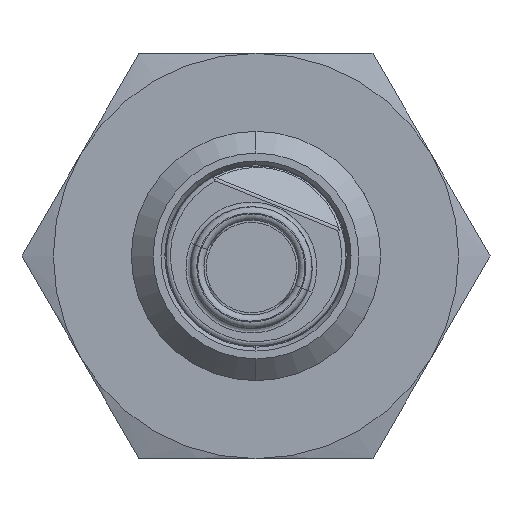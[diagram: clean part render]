
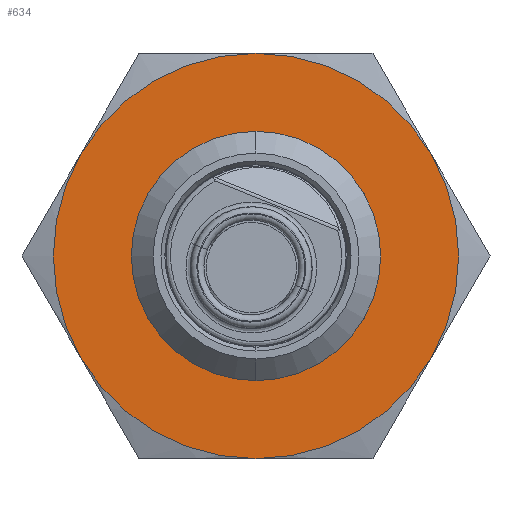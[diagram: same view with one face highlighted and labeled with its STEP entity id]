
A CAD part, left-side view. The second image highlights one B-rep face of the part: STEP entity #634.
In plain terms, the highlighted face is planar.
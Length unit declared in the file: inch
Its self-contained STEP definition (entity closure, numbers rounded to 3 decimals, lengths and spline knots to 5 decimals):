
#16 = EDGE_LOOP ( 'NONE', ( #4490, #3050, #286, #2316, #2003, #2587 ) ) ;
#228 = CIRCLE ( 'NONE', #1900, 0.25591 ) ;
#286 = ORIENTED_EDGE ( 'NONE', *, *, #5745, .F. ) ;
#310 = CARTESIAN_POINT ( 'NONE',  ( 0.22162, 0.36146, 0.12795 ) ) ;
#431 = VERTEX_POINT ( 'NONE', #537 ) ;
#435 = DIRECTION ( 'NONE',  ( -1., 0., 0. ) ) ;
#537 = CARTESIAN_POINT ( 'NONE',  ( -0.22162, 0.36146, -0.12795 ) ) ;
#628 = PLANE ( 'NONE',  #4182 ) ;
#634 = ADVANCED_FACE ( 'NONE', ( #6426, #4247 ), #628, .F. ) ;
#675 = DIRECTION ( 'NONE',  ( 0., 1., 0. ) ) ;
#786 = DIRECTION ( 'NONE',  ( 0., 0., -1. ) ) ;
#823 = CARTESIAN_POINT ( 'NONE',  ( 0., 0.36146, 0. ) ) ;
#833 = CIRCLE ( 'NONE', #4024, 0.15748 ) ;
#1047 = CARTESIAN_POINT ( 'NONE',  ( 0., 0.36146, 0.25591 ) ) ;
#1054 = AXIS2_PLACEMENT_3D ( 'NONE', #2853, #4962, #5038 ) ;
#1058 = CIRCLE ( 'NONE', #2153, 0.25591 ) ;
#1328 = EDGE_CURVE ( 'NONE', #3533, #6657, #228, .T. ) ;
#1408 = DIRECTION ( 'NONE',  ( 0., 1., 0. ) ) ;
#1454 = VERTEX_POINT ( 'NONE', #4565 ) ;
#1500 = CIRCLE ( 'NONE', #3035, 0.25591 ) ;
#1639 = EDGE_CURVE ( 'NONE', #3619, #431, #6752, .T. ) ;
#1684 = DIRECTION ( 'NONE',  ( 0., 1., 0. ) ) ;
#1693 = DIRECTION ( 'NONE',  ( 0., 0., 1. ) ) ;
#1900 = AXIS2_PLACEMENT_3D ( 'NONE', #2909, #2427, #2391 ) ;
#2003 = ORIENTED_EDGE ( 'NONE', *, *, #1639, .F. ) ;
#2153 = AXIS2_PLACEMENT_3D ( 'NONE', #5722, #6826, #2630 ) ;
#2316 = ORIENTED_EDGE ( 'NONE', *, *, #5802, .F. ) ;
#2391 = DIRECTION ( 'NONE',  ( -1., 0., 0. ) ) ;
#2427 = DIRECTION ( 'NONE',  ( 0., 1., 0. ) ) ;
#2587 = ORIENTED_EDGE ( 'NONE', *, *, #5558, .F. ) ;
#2630 = DIRECTION ( 'NONE',  ( 0., 0., 1. ) ) ;
#2640 = CARTESIAN_POINT ( 'NONE',  ( 0., 0.36146, -0.25591 ) ) ;
#2725 = DIRECTION ( 'NONE',  ( 0., 1., 0. ) ) ;
#2853 = CARTESIAN_POINT ( 'NONE',  ( 0., 0.36146, 0. ) ) ;
#2907 = CARTESIAN_POINT ( 'NONE',  ( -0.22162, 0.36146, 0.12795 ) ) ;
#2909 = CARTESIAN_POINT ( 'NONE',  ( 0., 0.36146, 0. ) ) ;
#3031 = AXIS2_PLACEMENT_3D ( 'NONE', #4889, #675, #5959 ) ;
#3035 = AXIS2_PLACEMENT_3D ( 'NONE', #4681, #6206, #435 ) ;
#3050 = ORIENTED_EDGE ( 'NONE', *, *, #5366, .F. ) ;
#3142 = CIRCLE ( 'NONE', #1054, 0.25591 ) ;
#3181 = VERTEX_POINT ( 'NONE', #1047 ) ;
#3533 = VERTEX_POINT ( 'NONE', #310 ) ;
#3619 = VERTEX_POINT ( 'NONE', #2640 ) ;
#3755 = AXIS2_PLACEMENT_3D ( 'NONE', #6416, #1684, #3784 ) ;
#3784 = DIRECTION ( 'NONE',  ( 0., 0., 1. ) ) ;
#4024 = AXIS2_PLACEMENT_3D ( 'NONE', #823, #1408, #786 ) ;
#4152 = VERTEX_POINT ( 'NONE', #2907 ) ;
#4182 = AXIS2_PLACEMENT_3D ( 'NONE', #6394, #2725, #1693 ) ;
#4247 = FACE_BOUND ( 'NONE', #5073, .T. ) ;
#4490 = ORIENTED_EDGE ( 'NONE', *, *, #1328, .F. ) ;
#4565 = CARTESIAN_POINT ( 'NONE',  ( 0., 0.36146, -0.15748 ) ) ;
#4681 = CARTESIAN_POINT ( 'NONE',  ( 0., 0.36146, 0. ) ) ;
#4889 = CARTESIAN_POINT ( 'NONE',  ( 0., 0.36146, 0. ) ) ;
#4962 = DIRECTION ( 'NONE',  ( 0., 1., 0. ) ) ;
#5038 = DIRECTION ( 'NONE',  ( 0., 0., 1. ) ) ;
#5073 = EDGE_LOOP ( 'NONE', ( #5185 ) ) ;
#5185 = ORIENTED_EDGE ( 'NONE', *, *, #5505, .T. ) ;
#5366 = EDGE_CURVE ( 'NONE', #3181, #3533, #6450, .T. ) ;
#5505 = EDGE_CURVE ( 'NONE', #1454, #1454, #833, .T. ) ;
#5558 = EDGE_CURVE ( 'NONE', #6657, #3619, #3142, .T. ) ;
#5722 = CARTESIAN_POINT ( 'NONE',  ( 0., 0.36146, 0. ) ) ;
#5745 = EDGE_CURVE ( 'NONE', #4152, #3181, #1058, .T. ) ;
#5802 = EDGE_CURVE ( 'NONE', #431, #4152, #1500, .T. ) ;
#5959 = DIRECTION ( 'NONE',  ( 0., 0., 1. ) ) ;
#6206 = DIRECTION ( 'NONE',  ( 0., 1., 0. ) ) ;
#6394 = CARTESIAN_POINT ( 'NONE',  ( 0., 0.36146, 0. ) ) ;
#6416 = CARTESIAN_POINT ( 'NONE',  ( 0., 0.36146, 0. ) ) ;
#6426 = FACE_OUTER_BOUND ( 'NONE', #16, .T. ) ;
#6450 = CIRCLE ( 'NONE', #3031, 0.25591 ) ;
#6657 = VERTEX_POINT ( 'NONE', #6792 ) ;
#6752 = CIRCLE ( 'NONE', #3755, 0.25591 ) ;
#6792 = CARTESIAN_POINT ( 'NONE',  ( 0.22162, 0.36146, -0.12795 ) ) ;
#6826 = DIRECTION ( 'NONE',  ( 0., 1., 0. ) ) ;
